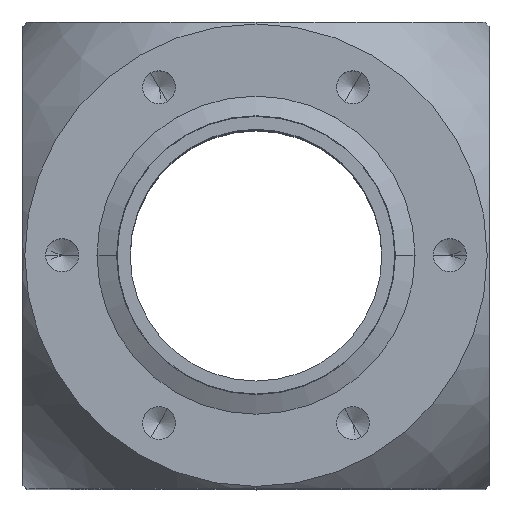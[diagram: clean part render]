
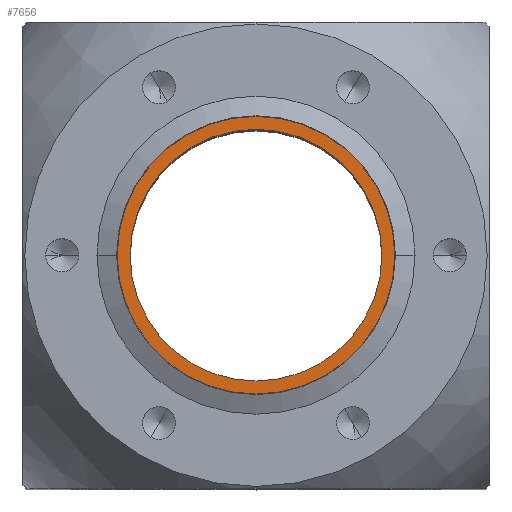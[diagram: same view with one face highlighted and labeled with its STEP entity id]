
A CAD part, top view. The second image highlights one B-rep face of the part: STEP entity #7656.
In plain terms, the highlighted planar face has unit normal (0, 0, 1).
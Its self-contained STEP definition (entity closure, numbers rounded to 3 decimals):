
#172 = AXIS2_PLACEMENT_3D ( 'NONE', #14163, #1700, #9289 ) ;
#754 = DIRECTION ( 'NONE',  ( 1., 0., 0. ) ) ;
#832 = DIRECTION ( 'NONE',  ( 1., 0., 0. ) ) ;
#1553 = AXIS2_PLACEMENT_3D ( 'NONE', #13201, #15498, #754 ) ;
#1616 = CARTESIAN_POINT ( 'NONE',  ( -21.013, 0., 69.5 ) ) ;
#1700 = DIRECTION ( 'NONE',  ( 0., 0., -1. ) ) ;
#1773 = ORIENTED_EDGE ( 'NONE', *, *, #3915, .T. ) ;
#2151 = DIRECTION ( 'NONE',  ( 1., 0., 0. ) ) ;
#2541 = AXIS2_PLACEMENT_3D ( 'NONE', #11116, #8324, #832 ) ;
#3302 = CIRCLE ( 'NONE', #172, 19.05 ) ;
#3904 = DIRECTION ( 'NONE',  ( 0., 0., 1. ) ) ;
#3915 = EDGE_CURVE ( 'NONE', #14104, #13144, #14513, .T. ) ;
#4176 = CARTESIAN_POINT ( 'NONE',  ( 21.013, 0., 69.5 ) ) ;
#4771 = DIRECTION ( 'NONE',  ( 0., 0., 1. ) ) ;
#5434 = EDGE_CURVE ( 'NONE', #9229, #13688, #3302, .T. ) ;
#6053 = CARTESIAN_POINT ( 'NONE',  ( -19.05, 0., 69.5 ) ) ;
#6075 = CARTESIAN_POINT ( 'NONE',  ( 0., 0., 69.5 ) ) ;
#6715 = FACE_BOUND ( 'NONE', #14140, .T. ) ;
#7503 = ORIENTED_EDGE ( 'NONE', *, *, #11996, .T. ) ;
#7656 = ADVANCED_FACE ( 'NONE', ( #14432, #6715 ), #8169, .T. ) ;
#8013 = CIRCLE ( 'NONE', #2541, 19.05 ) ;
#8169 = PLANE ( 'NONE',  #1553 ) ;
#8324 = DIRECTION ( 'NONE',  ( 0., 0., -1. ) ) ;
#8755 = AXIS2_PLACEMENT_3D ( 'NONE', #12754, #3904, #12574 ) ;
#9229 = VERTEX_POINT ( 'NONE', #6053 ) ;
#9282 = CIRCLE ( 'NONE', #8755, 21.013 ) ;
#9289 = DIRECTION ( 'NONE',  ( 1., 0., 0. ) ) ;
#11116 = CARTESIAN_POINT ( 'NONE',  ( 0., 0., 69.5 ) ) ;
#11804 = ORIENTED_EDGE ( 'NONE', *, *, #5434, .T. ) ;
#11996 = EDGE_CURVE ( 'NONE', #13144, #14104, #9282, .T. ) ;
#12574 = DIRECTION ( 'NONE',  ( 1., 0., 0. ) ) ;
#12587 = EDGE_CURVE ( 'NONE', #13688, #9229, #8013, .T. ) ;
#12754 = CARTESIAN_POINT ( 'NONE',  ( 0., 0., 69.5 ) ) ;
#13144 = VERTEX_POINT ( 'NONE', #4176 ) ;
#13201 = CARTESIAN_POINT ( 'NONE',  ( 0., 21.013, 69.5 ) ) ;
#13688 = VERTEX_POINT ( 'NONE', #14109 ) ;
#14104 = VERTEX_POINT ( 'NONE', #1616 ) ;
#14109 = CARTESIAN_POINT ( 'NONE',  ( 19.05, 0., 69.5 ) ) ;
#14140 = EDGE_LOOP ( 'NONE', ( #15939, #11804 ) ) ;
#14163 = CARTESIAN_POINT ( 'NONE',  ( 0., 0., 69.5 ) ) ;
#14432 = FACE_OUTER_BOUND ( 'NONE', #15085, .T. ) ;
#14513 = CIRCLE ( 'NONE', #16081, 21.013 ) ;
#15085 = EDGE_LOOP ( 'NONE', ( #7503, #1773 ) ) ;
#15498 = DIRECTION ( 'NONE',  ( 0., 0., 1. ) ) ;
#15939 = ORIENTED_EDGE ( 'NONE', *, *, #12587, .T. ) ;
#16081 = AXIS2_PLACEMENT_3D ( 'NONE', #6075, #4771, #2151 ) ;
